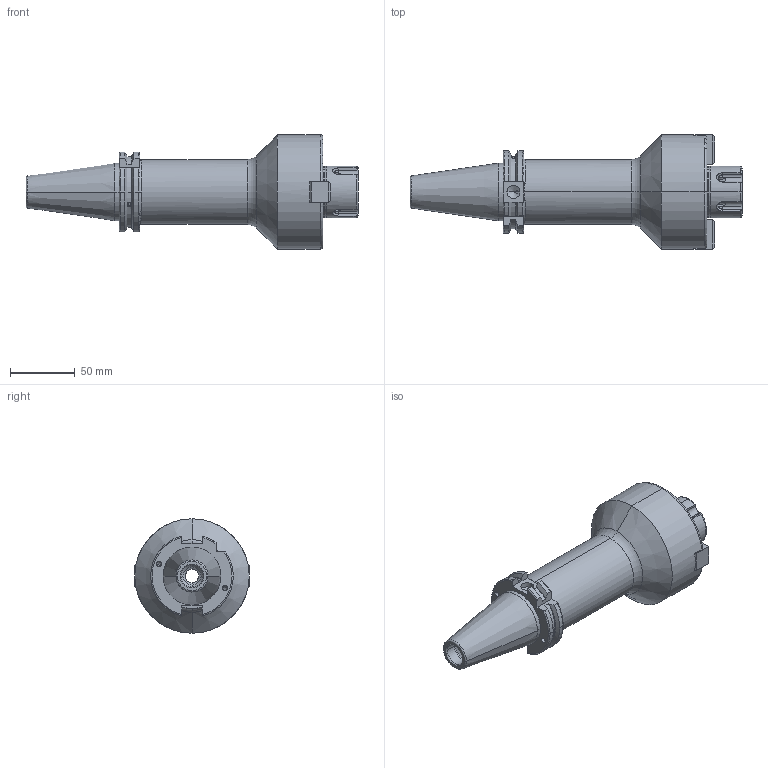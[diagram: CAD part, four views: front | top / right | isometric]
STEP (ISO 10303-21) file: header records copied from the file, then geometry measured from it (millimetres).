
FILE_DESCRIPTION (( 'STEP AP203' ), '1' );
FILE_NAME ('SK40 SMS40 160 FTC WW.STEP', '2014-09-05T06:33:11', ( 'FALCON' ), ( '' ), 'SwSTEP 2.0', 'SolidWorks 2009', '' );
FILE_SCHEMA (( 'CONFIG_CONTROL_DESIGN' ));
Length unit declared in the file: millimetre
Products named in the file (5): TN -FMH40; AS-M6X20._PreviewCfg; SK40 SMS40 160 FTC WW; M4X4_DIN 913 - M4 x 4-N
Assembly tree (7 placements, depth 2):
  SK40 SMS40 160 FTC WW
    AS-M6X20._PreviewCfg  x2
    M4X4_DIN 913 - M4 x 4-N  x2
    TN -FMH40  x2
    SK40 SMS40 160 FTC WW
Bounding box: 255.4 x 88 x 88 mm (x, y, z)
Volume: 569645.6 mm3; surface area: 72392 mm2
Topology: 7 solids, 7 shells, 313 faces, 775 edges, 474 vertices
Faces by surface type: plane 124, cylinder 84, cone 60, torus 31, sphere 8, bspline 6
Entity records: 9342 total; most frequent: CARTESIAN_POINT 2672, DIRECTION 1291, ORIENTED_EDGE 1270, EDGE_CURVE 635, AXIS2_PLACEMENT_3D 502, VERTEX_POINT 397, VECTOR 287, LINE 287
